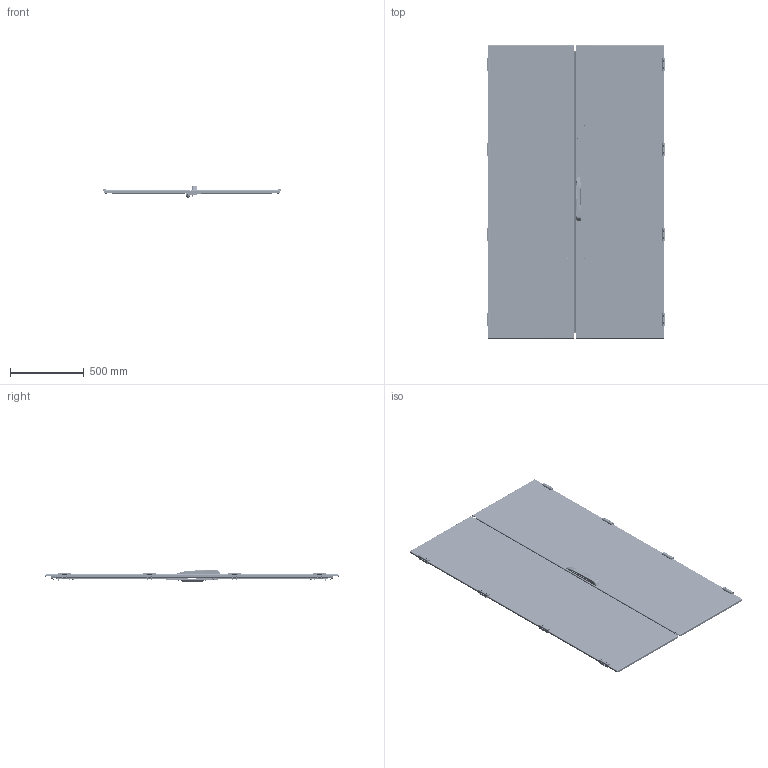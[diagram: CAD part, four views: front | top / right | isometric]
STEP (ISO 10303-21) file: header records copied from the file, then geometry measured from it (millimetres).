
FILE_DESCRIPTION (( 'STEP AP203' ), '1' );
FILE_NAME ('UR88307201200 Äâåðü ãëóõàÿ äâóõñòâîð÷àòàÿ RS52 200.120 ÍÏ (000.801.660-02).STEP', '2022-04-11T12:39:02', ( '' ), ( '' ), 'SwSTEP 2.0', 'SolidWorks 2017', '' );
FILE_SCHEMA (( 'CONFIG_CONTROL_DESIGN' ));
Length unit declared in the file: millimetre
Products named in the file (58): 000.800.088 Òÿãà êðóãëàÿ LC3_04 (200.00); hex flange nut_din_Hexagon Flange Nut DIN 6923 - M6 - N; 028-98 Ñêîáà; 037-54 Âíåøíÿÿ ÷àñòü ïåòëè íàðóæíîé; 000.210.625 Îñíîâàíèå äâåðè ëåâîé RS52 200.00 ÍÏ Ò_02 (200.120); 024-344 Ïëàñòèíà òÿãè êðóãëîé; Âèíò ISO 10642 TX_Œ5å10; 025-245 Ïëàíêà çàïîðíàÿ LC3_03 (200.00); 鍔錓_7798_M6x12; 024-315 Ïëàñòèíà òÿãè êðóãëîé; 嵑殧趌6402_6; Øïèëüêà ðåçüáîâàÿ Ì6_Œ6å12; 054-147 砐櫇謥玁縺_00; 000.203.328 Äâåðü ãëóõàÿ ïðàâàÿ RS52 200.00 ÍÏ òðàíñíåôòü_02 (200.120); 040-162-01 ßçûê çàìêà; 054-97 Ñòîéêà ðàìû äâåðè èçì 3_00; ﾘ琺矜 ⅰⅱ浯 Star-lock_6; 016-95 Øòûðü ïåòëè íàðóæíîé LC3; 040-172 Ïëàíêà çàïîðíàÿ_00; 029-326 ﾊ煇鳫; Âèíò ISO 7380-2 TX_Œ5å16; Âèíò ISO 10642 TX_Œ5å16; 040-162 ßçûê çàìêà; Çàìîê-ðó÷êà êîìôîðòíàÿ_‡ ªàëâ® 01; 219-1-2-00 Çàìîê-ðó÷êà ñ ìåõàíèçìîì; 嵑殧趌11371_6; 000.210.624 Îñíîâàíèå äâåðè ïðàâîé RS52 200.00 ÍÏ Ò_02 (200.120); UR88307201200 Äâåðü ãëóõàÿ äâóõñòâîð÷àòàÿ RS52 200.120 ÍÏ (000.801.660-02); Âèíò DIN 7500 C TORX_Œ5å12; 040-228 Ñêîáà; Óïëîòíèòåëü òèï EVA 3õ10 ÷åðíûé  äâåðè ëåâîé RS52; Óïëîòíèòåëü ÏÏÓ äâåðè ëåâîé RS52_14 (200å60); Ãàéêà øåñòèãðàííàÿ âûñîêàÿ ñàìîñòîïîðÿùàÿñÿ ñ ôëàíöåì ÃÎÑÒ ISO 7043_Œ6; 037-53 Âíóòðåííÿÿ ÷àñòü ïåòëè íàðóæíîé; Çàêëåïêà ðåçüáîâàÿ óìåíüøåííûé áîðòèê øåñòèãðàííàÿ_Œ5å14; Øàéáà 6402 Ò_Œ6; 025-244 Ïëàíêà çàïîðíàÿ LC3_03 (200.00); Øïèëüêà ïðèâàðíàÿ íåðåçüáîâàÿ_6å10; 000.800.086 Ïëàíêà çàïîðíàÿ LC3_03 (200.00); Øïèëüêà ðåçüáîâàÿ Ì6_Œ5å12 ...
Assembly tree (206 placements, depth 4):
  UR88307201200 Äâåðü ãëóõàÿ äâóõñòâîð÷àòàÿ RS52 200.120 ÍÏ (000.801.660-02)
    000.203.328 Äâåðü ãëóõàÿ ïðàâàÿ RS52 200.00 ÍÏ òðàíñíåôòü_02 (200.120)
      000.210.624 Îñíîâàíèå äâåðè ïðàâîé RS52 200.00 ÍÏ Ò_02 (200.120)
        012-2107 Ïàíåëü äâåðè ïðàâîé RS52 200.00 ÍÏ Ò_02 (200.120)
        Øïèëüêà çàçåìëåíèÿ CKF CS_Œ6å16  x2
        Øïèëüêà ðåçüáîâàÿ Ì6_Œ5å12  x12
        Øïèëüêà ðåçüáîâàÿ Ì6_Œ6å12  x6
      Çàìîê-ðó÷êà êîìôîðòíàÿ_‡ ªàëâ® 01
      Âèíò ISO 10642 TX_Œ5å10  x2
      040-172 Ïëàíêà çàïîðíàÿ_00
      000.800.086 Ïëàíêà çàïîðíàÿ LC3_03 (200.00)
        025-244 Ïëàíêà çàïîðíàÿ LC3_03 (200.00)
        028-98 Ñêîáà  x2
      000.800.087 Ïëàíêà çàïîðíàÿ LC3_03 (200.00)
        025-245 Ïëàíêà çàïîðíàÿ LC3_03 (200.00)
        028-98 Ñêîáà  x2
      Øàéáà 6402 Ò_Œ6  x6
      Ãàéêà øåñòèãðàííàÿ âûñîêàÿ ñàìîñòîïîðÿùàÿñÿ ñ ôëàíöåì ÃÎÑÒ ISO 7043_Œ6  x6
      Óïëîòíèòåëü ÏÏÓ äëÿ äâåðè ïðàâîé LC3 âåð. 2_14 (200å60)
      054-97 Ñòîéêà ðàìû äâåðè èçì 3_00  x2
      054-147 砐櫇謥玁縺_00  x2
      Ãàéêà Ýðèêñîíà Ì5 ñ ïëîñêîé ãîëîâêîé  x12
    000.203.329 Äâåðü ãëóõàÿ ëåâàÿ RS52 200.00 ÍÏ Òðàíñíåôòü_02 (200.120)
      000.210.625 Îñíîâàíèå äâåðè ëåâîé RS52 200.00 ÍÏ Ò_02 (200.120)
        012-2108 Ïàíåëü äâåðè ëåâîé RS52 200.00 ÍÏ Ò_02 (200.120)
        Øïèëüêà ðåçüáîâàÿ Ì6_Œ5å12  x12
        Øïèëüêà çàçåìëåíèÿ CKF CS_Œ6å16  x2
        Øïèëüêà ðåçüáîâàÿ Ì6_Œ6å20  x2
        029-325 ﾊ煇鳫  x2
      029-326 ﾊ煇鳫
      Çàêëåïêà ðåçüáîâàÿ óìåíüøåííûé áîðòèê øåñòèãðàííàÿ_Œ5å14  x10
      Âèíò ISO 7380-2 TX_Œ5å16  x2
      219-1-2-00 Çàìîê-ðó÷êà ñ ìåõàíèçìîì
      040-162 ßçûê çàìêà
      040-162-01 ßçûê çàìêà
      061-20 Âñòàâêà Ì6  x2
      嵑殧趌11371_6  x2
      嵑殧趌6402_6  x2
      蹴濋趌5915_M6  x2
      000.800.088 Òÿãà êðóãëàÿ LC3_04 (200.00)  x2
        040-190 Òÿãà êðóãëàÿ LC3_04 (200.00)
        024-315 Ïëàñòèíà òÿãè êðóãëîé
        024-344 Ïëàñòèíà òÿãè êðóãëîé
        Øïèëüêà ïðèâàðíàÿ íåðåçüáîâàÿ_6å10
      鍔錓_7798_M6x12  x2
      hex flange nut_din_Hexagon Flange Nut DIN 6923 - M6 - N  x2
      ﾘ琺矜 ⅰⅱ浯 Star-lock_6  x2
      Óïëîòíèòåëü ÏÏÓ äâåðè ëåâîé RS52_14 (200å60)
      028-135 Ñêîáà  x4
      Âèíò ISO 10642 TX_Œ5å16  x8
      Óïëîòíèòåëü òèï EVA 3õ10 ÷åðíûé  äâåðè ëåâîé RS52  x2
      054-97 Ñòîéêà ðàìû äâåðè èçì 3_00  x2
      Ãàéêà Ýðèêñîíà Ì5 ñ ïëîñêîé ãîëîâêîé  x12
      054-147 砐櫇謥玁縺_00  x2
    000.169.194 Óïîð äâåðè  x2
      024-453 砑僔蠂縺
      040-228 Ñêîáà
    Âèíò DIN 7500 C TORX_Œ5å12  x4
    Âèíò ISO 10642 TX_Œ5å16  x16
    000.800.075 Ïåòëÿ íàðóæíàÿ LC3_‡ ªàëâ®  x8
Bounding box: 1205.8 x 1984 x 82.58 mm (x, y, z)
Volume: 7371421.3 mm3; surface area: 7132227.2 mm2
Topology: 243 solids, 243 shells, 9509 faces, 24384 edges, 15203 vertices
Faces by surface type: cylinder 4124, plane 3576, cone 928, torus 438, bspline 433, sphere 10
Entity records: 84135 total; most frequent: CARTESIAN_POINT 18724, DIRECTION 11860, ORIENTED_EDGE 11160, EDGE_CURVE 5580, AXIS2_PLACEMENT_3D 4418, VERTEX_POINT 3538, VECTOR 3024, LINE 3024
